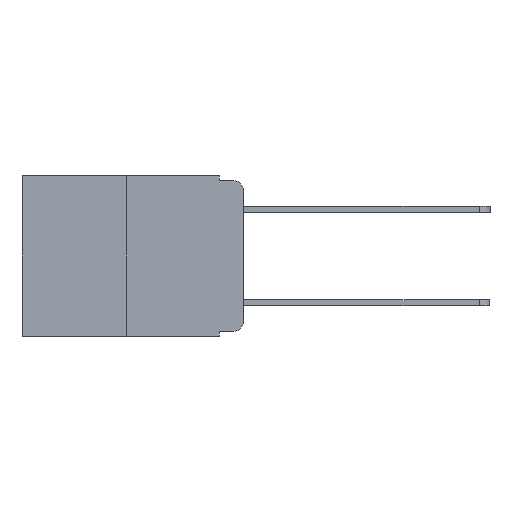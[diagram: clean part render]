
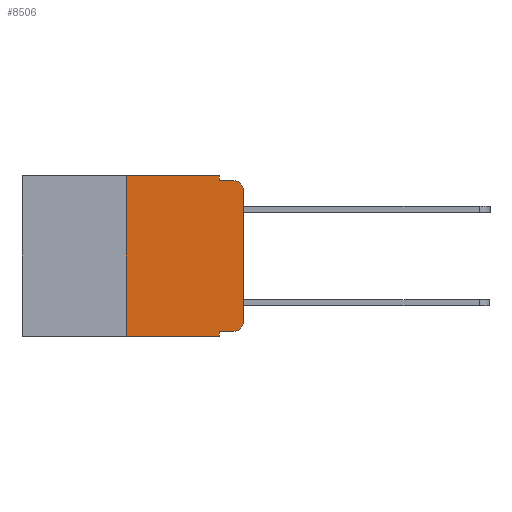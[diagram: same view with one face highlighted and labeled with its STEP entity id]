
A CAD part, left-side view. The second image highlights one B-rep face of the part: STEP entity #8506.
In plain terms, the highlighted planar face has unit normal (-1, 0, 0).
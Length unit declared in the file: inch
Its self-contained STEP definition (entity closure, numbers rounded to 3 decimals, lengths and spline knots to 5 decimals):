
#836 = DIRECTION ( 'NONE',  ( 0., -1., 0. ) ) ;
#926 = VECTOR ( 'NONE', #3156, 39.37008 ) ;
#1022 = VERTEX_POINT ( 'NONE', #8792 ) ;
#1662 = CARTESIAN_POINT ( 'NONE',  ( 0., 0.25, 0. ) ) ;
#1946 = ORIENTED_EDGE ( 'NONE', *, *, #6728, .F. ) ;
#2093 = DIRECTION ( 'NONE',  ( 0., 0., -1. ) ) ;
#2246 = CARTESIAN_POINT ( 'NONE',  ( 0., 0.02, -0.01 ) ) ;
#2302 = CARTESIAN_POINT ( 'NONE',  ( 0., 0.02, -0.313 ) ) ;
#3023 = VERTEX_POINT ( 'NONE', #15832 ) ;
#3156 = DIRECTION ( 'NONE',  ( 0., 0., 1. ) ) ;
#3274 = CARTESIAN_POINT ( 'NONE',  ( 0., 0.051, 0. ) ) ;
#3458 = CARTESIAN_POINT ( 'NONE',  ( 0., 0.473, 0. ) ) ;
#3552 = DIRECTION ( 'NONE',  ( 0., -1., 0. ) ) ;
#3774 = CARTESIAN_POINT ( 'NONE',  ( 0., 0., -0.03 ) ) ;
#3803 = DIRECTION ( 'NONE',  ( 0., 0., -1. ) ) ;
#3952 = EDGE_CURVE ( 'NONE', #3023, #11851, #17969, .T. ) ;
#4226 = ORIENTED_EDGE ( 'NONE', *, *, #3952, .T. ) ;
#4236 = DIRECTION ( 'NONE',  ( 0., -1., 0. ) ) ;
#4409 = CARTESIAN_POINT ( 'NONE',  ( 0., 0.051, -0.343 ) ) ;
#4485 = LINE ( 'NONE', #6778, #15656 ) ;
#5159 = ORIENTED_EDGE ( 'NONE', *, *, #8642, .T. ) ;
#5329 = VERTEX_POINT ( 'NONE', #12997 ) ;
#5391 = LINE ( 'NONE', #1662, #926 ) ;
#5472 = CARTESIAN_POINT ( 'NONE',  ( 0., 0.25, -0.343 ) ) ;
#5723 = VERTEX_POINT ( 'NONE', #15585 ) ;
#5735 = EDGE_CURVE ( 'NONE', #11851, #6285, #15414, .T. ) ;
#6193 = EDGE_CURVE ( 'NONE', #13159, #6559, #11065, .T. ) ;
#6221 = EDGE_CURVE ( 'NONE', #1022, #6285, #10625, .T. ) ;
#6285 = VERTEX_POINT ( 'NONE', #2246 ) ;
#6301 = AXIS2_PLACEMENT_3D ( 'NONE', #2302, #12546, #3803 ) ;
#6419 = VECTOR ( 'NONE', #7684, 39.37008 ) ;
#6559 = VERTEX_POINT ( 'NONE', #4409 ) ;
#6708 = CARTESIAN_POINT ( 'NONE',  ( 0., 0.051, -0.333 ) ) ;
#6728 = EDGE_CURVE ( 'NONE', #9715, #1022, #13110, .T. ) ;
#6778 = CARTESIAN_POINT ( 'NONE',  ( 0., 0.051, -0.333 ) ) ;
#6855 = VECTOR ( 'NONE', #7671, 39.37008 ) ;
#7670 = VECTOR ( 'NONE', #7944, 39.37008 ) ;
#7671 = DIRECTION ( 'NONE',  ( 0., 0., 1. ) ) ;
#7684 = DIRECTION ( 'NONE',  ( 0., -1., 0. ) ) ;
#7749 = CARTESIAN_POINT ( 'NONE',  ( 0., 0.051, 0. ) ) ;
#7790 = DIRECTION ( 'NONE',  ( 0., 0., -1. ) ) ;
#7944 = DIRECTION ( 'NONE',  ( 0., 0., -1. ) ) ;
#8402 = DIRECTION ( 'NONE',  ( -1., 0., 0. ) ) ;
#8506 = ADVANCED_FACE ( 'NONE', ( #10206 ), #16661, .F. ) ;
#8628 = CIRCLE ( 'NONE', #6301, 0.02 ) ;
#8642 = EDGE_CURVE ( 'NONE', #13159, #5723, #4485, .T. ) ;
#8792 = CARTESIAN_POINT ( 'NONE',  ( 0., 0.051, -0.01 ) ) ;
#9218 = VECTOR ( 'NONE', #7790, 39.37008 ) ;
#9343 = VERTEX_POINT ( 'NONE', #5472 ) ;
#9435 = EDGE_CURVE ( 'NONE', #9343, #6559, #13831, .T. ) ;
#9715 = VERTEX_POINT ( 'NONE', #7749 ) ;
#9843 = LINE ( 'NONE', #14923, #6419 ) ;
#10053 = CARTESIAN_POINT ( 'NONE',  ( 0., 0.473, -0.343 ) ) ;
#10151 = ORIENTED_EDGE ( 'NONE', *, *, #6193, .F. ) ;
#10154 = EDGE_CURVE ( 'NONE', #9343, #5329, #5391, .T. ) ;
#10206 = FACE_OUTER_BOUND ( 'NONE', #12782, .T. ) ;
#10625 = LINE ( 'NONE', #13850, #18335 ) ;
#10897 = DIRECTION ( 'NONE',  ( 1., 0., 0. ) ) ;
#11065 = LINE ( 'NONE', #12312, #7670 ) ;
#11745 = ORIENTED_EDGE ( 'NONE', *, *, #5735, .T. ) ;
#11851 = VERTEX_POINT ( 'NONE', #3774 ) ;
#12312 = CARTESIAN_POINT ( 'NONE',  ( 0., 0.051, 0. ) ) ;
#12546 = DIRECTION ( 'NONE',  ( -1., 0., 0. ) ) ;
#12782 = EDGE_LOOP ( 'NONE', ( #4226, #11745, #15951, #1946, #15040, #16458, #15631, #10151, #5159, #12988 ) ) ;
#12923 = VECTOR ( 'NONE', #4236, 39.37008 ) ;
#12988 = ORIENTED_EDGE ( 'NONE', *, *, #14981, .T. ) ;
#12997 = CARTESIAN_POINT ( 'NONE',  ( 0., 0.25, 0. ) ) ;
#13027 = AXIS2_PLACEMENT_3D ( 'NONE', #3458, #10897, #2093 ) ;
#13110 = LINE ( 'NONE', #3274, #9218 ) ;
#13159 = VERTEX_POINT ( 'NONE', #6708 ) ;
#13707 = AXIS2_PLACEMENT_3D ( 'NONE', #17085, #8402, #18559 ) ;
#13831 = LINE ( 'NONE', #10053, #12923 ) ;
#13850 = CARTESIAN_POINT ( 'NONE',  ( 0., 0.051, -0.01 ) ) ;
#14923 = CARTESIAN_POINT ( 'NONE',  ( 0., 0.473, 0. ) ) ;
#14981 = EDGE_CURVE ( 'NONE', #5723, #3023, #8628, .T. ) ;
#15040 = ORIENTED_EDGE ( 'NONE', *, *, #18893, .F. ) ;
#15414 = CIRCLE ( 'NONE', #13707, 0.02 ) ;
#15585 = CARTESIAN_POINT ( 'NONE',  ( 0., 0.02, -0.333 ) ) ;
#15631 = ORIENTED_EDGE ( 'NONE', *, *, #9435, .T. ) ;
#15656 = VECTOR ( 'NONE', #836, 39.37008 ) ;
#15832 = CARTESIAN_POINT ( 'NONE',  ( 0., 0., -0.313 ) ) ;
#15951 = ORIENTED_EDGE ( 'NONE', *, *, #6221, .F. ) ;
#16343 = CARTESIAN_POINT ( 'NONE',  ( 0., 0., 0. ) ) ;
#16458 = ORIENTED_EDGE ( 'NONE', *, *, #10154, .F. ) ;
#16661 = PLANE ( 'NONE',  #13027 ) ;
#17085 = CARTESIAN_POINT ( 'NONE',  ( 0., 0.02, -0.03 ) ) ;
#17969 = LINE ( 'NONE', #16343, #6855 ) ;
#18335 = VECTOR ( 'NONE', #3552, 39.37008 ) ;
#18559 = DIRECTION ( 'NONE',  ( 0., 0., -1. ) ) ;
#18893 = EDGE_CURVE ( 'NONE', #5329, #9715, #9843, .T. ) ;
